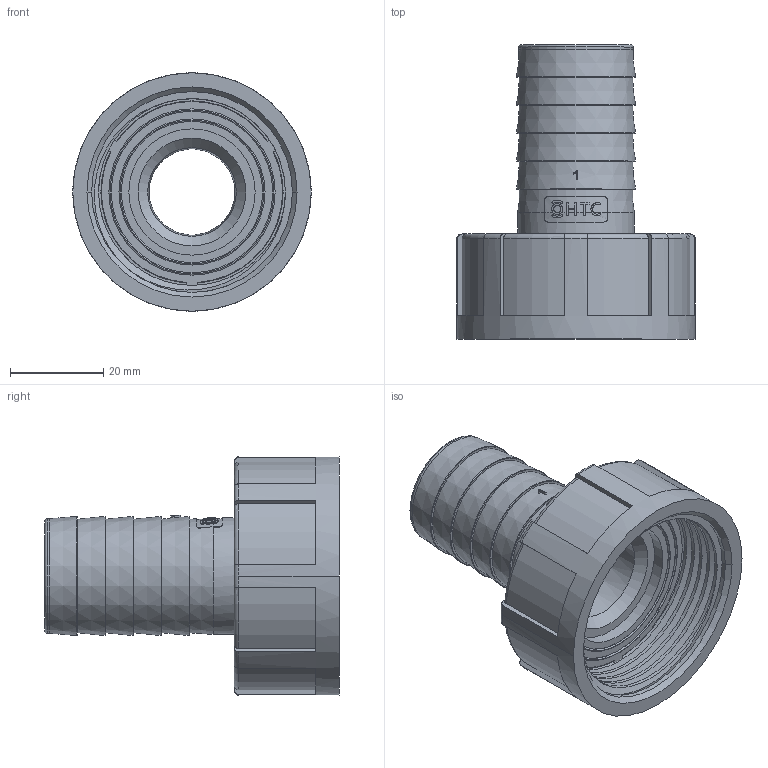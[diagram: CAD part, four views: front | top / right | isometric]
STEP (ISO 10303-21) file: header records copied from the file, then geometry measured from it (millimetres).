
FILE_DESCRIPTION(/* description */ (''),/* implementation_level */ '2;1');
FILE_NAME(/* name */ '11-4x25.stp',/* time_stamp */ '2025-03-27T13:20:22+08:00',/* author */ (''),/* organization */ (''),/* preprocessor_version */ 'ST-DEVELOPER v16.7',/* originating_system */ 'SIEMENS PLM Software NX 12.0',/* authorisation */ '');
FILE_SCHEMA (('AP203_CONFIGURATION_CONTROLLED_3D_DESIGN_OF_MECHANICAL_PARTS_AND_ASSEMBLIES_MIM_LF { 1 0 10303 403 2 1 2}'));
Length unit declared in the file: millimetre
Products named in the file (1): Admi1B10F00Drfv6
Bounding box: 51 x 63 x 51 mm (x, y, z)
Volume: 31477.9 mm3; surface area: 21172.9 mm2
Topology: 3 solids, 3 shells, 247 faces, 665 edges, 436 vertices
Faces by surface type: plane 95, cylinder 57, extrusion 43, torus 27, cone 20, sphere 3, bspline 2
Full cylindrical faces by diameter (mm): 1.542 x1, 2.326 x1, 24.5 x1, 25 x1, 27.03 x1, 30.226 x1, 31.246 x1, 33 x1, 34.544 x1, 35.564 x1, 38.76 x1, 39 x1
Entity records: 10316 total; most frequent: CARTESIAN_POINT 4491, ORIENTED_EDGE 1232, DIRECTION 1013, EDGE_CURVE 616, VERTEX_POINT 421, AXIS2_PLACEMENT_3D 375, EDGE_LOOP 299, VECTOR 263
